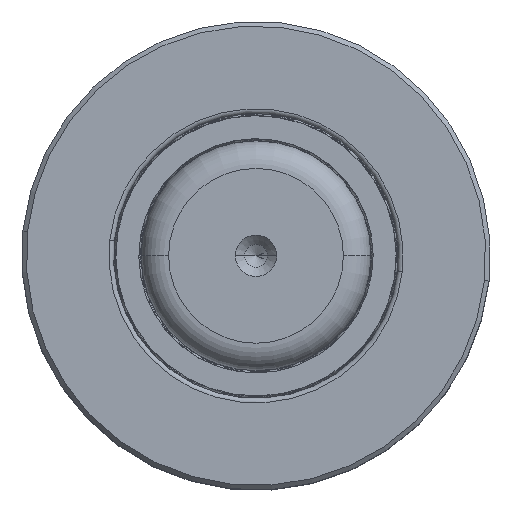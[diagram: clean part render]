
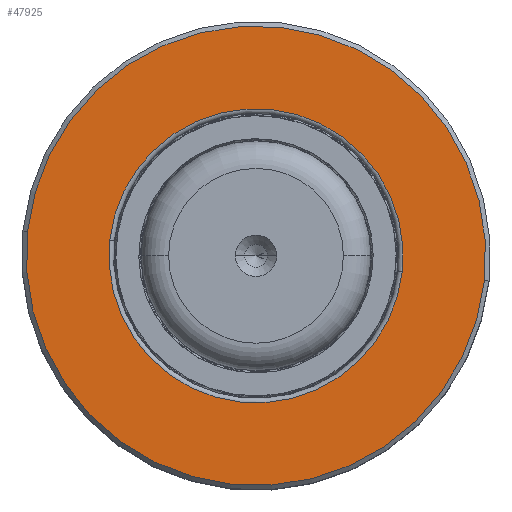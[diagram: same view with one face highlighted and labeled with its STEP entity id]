
A CAD part, top view. The second image highlights one B-rep face of the part: STEP entity #47925.
In plain terms, the highlighted face is planar.
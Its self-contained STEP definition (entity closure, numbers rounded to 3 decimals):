
#646 = AXIS2_PLACEMENT_3D ( 'NONE', #47155, #44466, #31340 ) ;
#3316 = DIRECTION ( 'NONE',  ( 0., -1., 0. ) ) ;
#3943 = CARTESIAN_POINT ( 'NONE',  ( 0., 15.687, -16. ) ) ;
#5710 = CARTESIAN_POINT ( 'NONE',  ( 0., 15.687, 25. ) ) ;
#6256 = PLANE ( 'NONE',  #35347 ) ;
#7007 = CARTESIAN_POINT ( 'NONE',  ( 0., 15.687, 0. ) ) ;
#7173 = VERTEX_POINT ( 'NONE', #5710 ) ;
#10658 = ORIENTED_EDGE ( 'NONE', *, *, #17045, .F. ) ;
#10918 = DIRECTION ( 'NONE',  ( 0., 1., 0. ) ) ;
#12087 = ORIENTED_EDGE ( 'NONE', *, *, #48880, .F. ) ;
#14448 = DIRECTION ( 'NONE',  ( 0., -1., 0. ) ) ;
#17045 = EDGE_CURVE ( 'NONE', #7173, #28768, #39513, .T. ) ;
#18680 = CARTESIAN_POINT ( 'NONE',  ( 25., 15.687, 0. ) ) ;
#19506 = CARTESIAN_POINT ( 'NONE',  ( 0., 15.687, 0. ) ) ;
#19680 = DIRECTION ( 'NONE',  ( 0., 0., -1. ) ) ;
#19745 = ORIENTED_EDGE ( 'NONE', *, *, #26760, .T. ) ;
#22291 = CIRCLE ( 'NONE', #37032, 25. ) ;
#22500 = CIRCLE ( 'NONE', #47788, 16. ) ;
#26760 = EDGE_CURVE ( 'NONE', #50551, #43899, #43948, .T. ) ;
#28768 = VERTEX_POINT ( 'NONE', #30567 ) ;
#30317 = DIRECTION ( 'NONE',  ( 0., 0., -1. ) ) ;
#30567 = CARTESIAN_POINT ( 'NONE',  ( 0., 15.687, -25. ) ) ;
#31272 = CARTESIAN_POINT ( 'NONE',  ( 0., 15.687, 0. ) ) ;
#31340 = DIRECTION ( 'NONE',  ( 0., 0., -1. ) ) ;
#31571 = FACE_OUTER_BOUND ( 'NONE', #48573, .T. ) ;
#34880 = DIRECTION ( 'NONE',  ( 0., 0., -1. ) ) ;
#35021 = AXIS2_PLACEMENT_3D ( 'NONE', #31272, #3316, #34880 ) ;
#35347 = AXIS2_PLACEMENT_3D ( 'NONE', #18680, #10918, #38019 ) ;
#37032 = AXIS2_PLACEMENT_3D ( 'NONE', #7007, #14448, #30317 ) ;
#38019 = DIRECTION ( 'NONE',  ( 0., 0., 1. ) ) ;
#39327 = CARTESIAN_POINT ( 'NONE',  ( 0., 15.687, 16. ) ) ;
#39369 = DIRECTION ( 'NONE',  ( 0., -1., 0. ) ) ;
#39513 = CIRCLE ( 'NONE', #646, 25. ) ;
#41446 = EDGE_CURVE ( 'NONE', #43899, #50551, #22500, .T. ) ;
#42455 = EDGE_LOOP ( 'NONE', ( #19745, #44314 ) ) ;
#43899 = VERTEX_POINT ( 'NONE', #39327 ) ;
#43948 = CIRCLE ( 'NONE', #35021, 16. ) ;
#44314 = ORIENTED_EDGE ( 'NONE', *, *, #41446, .T. ) ;
#44466 = DIRECTION ( 'NONE',  ( 0., -1., 0. ) ) ;
#45732 = FACE_BOUND ( 'NONE', #42455, .T. ) ;
#47155 = CARTESIAN_POINT ( 'NONE',  ( 0., 15.687, 0. ) ) ;
#47788 = AXIS2_PLACEMENT_3D ( 'NONE', #19506, #39369, #19680 ) ;
#47925 = ADVANCED_FACE ( 'NONE', ( #45732, #31571 ), #6256, .T. ) ;
#48573 = EDGE_LOOP ( 'NONE', ( #12087, #10658 ) ) ;
#48880 = EDGE_CURVE ( 'NONE', #28768, #7173, #22291, .T. ) ;
#50551 = VERTEX_POINT ( 'NONE', #3943 ) ;
